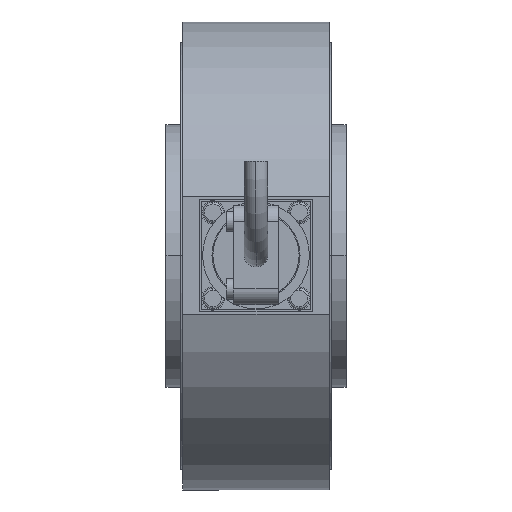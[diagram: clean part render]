
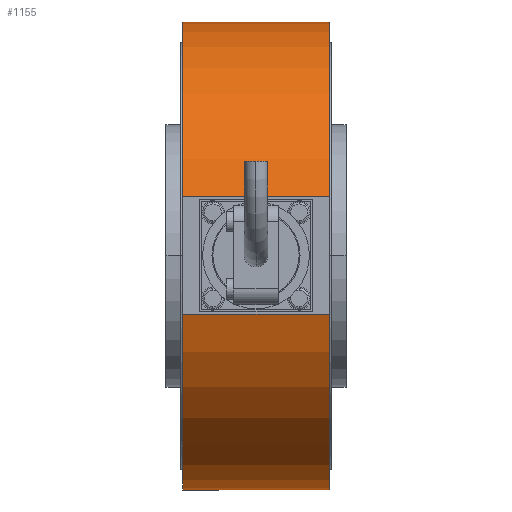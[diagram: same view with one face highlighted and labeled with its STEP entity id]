
A CAD part, top view. The second image highlights one B-rep face of the part: STEP entity #1155.
In plain terms, the highlighted cylindrical face has radius 62.5 mm (diameter 125 mm), a partial arc.
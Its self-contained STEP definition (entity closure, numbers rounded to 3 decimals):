
#791=CARTESIAN_POINT('',(62.47,1.947,0.0));
#792=VERTEX_POINT('',#791);
#799=CARTESIAN_POINT('',(62.47,-1.947,0.));
#800=VERTEX_POINT('',#799);
#807=CARTESIAN_POINT('',(62.5,0.0,-2.0));
#808=VERTEX_POINT('',#807);
#809=CARTESIAN_POINT('',(62.5,0.0,-2.0));
#810=CARTESIAN_POINT('',(62.5,-0.124,-2.0));
#811=CARTESIAN_POINT('',(62.5,-0.253,-1.988));
#812=CARTESIAN_POINT('',(62.498,-0.507,-1.935));
#813=CARTESIAN_POINT('',(62.497,-0.634,-1.896));
#814=CARTESIAN_POINT('',(62.494,-0.876,-1.791));
#815=CARTESIAN_POINT('',(62.492,-0.991,-1.726));
#816=CARTESIAN_POINT('',(62.488,-1.205,-1.577));
#817=CARTESIAN_POINT('',(62.486,-1.302,-1.492));
#818=CARTESIAN_POINT('',(62.483,-1.473,-1.313));
#819=CARTESIAN_POINT('',(62.481,-1.553,-1.213));
#820=CARTESIAN_POINT('',(62.477,-1.694,-0.995));
#821=CARTESIAN_POINT('',(62.475,-1.754,-0.878));
#822=CARTESIAN_POINT('',(62.473,-1.852,-0.634));
#823=CARTESIAN_POINT('',(62.471,-1.888,-0.506));
#824=CARTESIAN_POINT('',(62.47,-1.936,-0.251));
#825=CARTESIAN_POINT('',(62.47,-1.947,-0.124));
#826=CARTESIAN_POINT('',(62.47,-1.947,0.));
#827=B_SPLINE_CURVE_WITH_KNOTS('',3,(#809,#810,#811,#812,#813,#814,#815,#816,#817,#818,#819,#820,#821,#822,#823,#824,#825,#826),.UNSPECIFIED.,.F.,.U.,(4,2,2,2,2,2,2,2,4),(2.974,3.347,3.72,4.093,4.466,4.836,5.207,5.578,5.948),.UNSPECIFIED.);
#828=EDGE_CURVE('',#808,#800,#827,.T.);
#830=CARTESIAN_POINT('',(62.47,1.947,0.0));
#831=CARTESIAN_POINT('',(62.47,1.947,-0.124));
#832=CARTESIAN_POINT('',(62.47,1.936,-0.251));
#833=CARTESIAN_POINT('',(62.471,1.888,-0.506));
#834=CARTESIAN_POINT('',(62.473,1.852,-0.634));
#835=CARTESIAN_POINT('',(62.475,1.754,-0.878));
#836=CARTESIAN_POINT('',(62.477,1.694,-0.995));
#837=CARTESIAN_POINT('',(62.481,1.553,-1.213));
#838=CARTESIAN_POINT('',(62.483,1.473,-1.313));
#839=CARTESIAN_POINT('',(62.486,1.302,-1.492));
#840=CARTESIAN_POINT('',(62.488,1.205,-1.577));
#841=CARTESIAN_POINT('',(62.492,0.991,-1.726));
#842=CARTESIAN_POINT('',(62.494,0.876,-1.791));
#843=CARTESIAN_POINT('',(62.497,0.634,-1.896));
#844=CARTESIAN_POINT('',(62.498,0.507,-1.935));
#845=CARTESIAN_POINT('',(62.5,0.253,-1.988));
#846=CARTESIAN_POINT('',(62.5,0.124,-2.0));
#847=CARTESIAN_POINT('',(62.5,0.0,-2.0));
#848=B_SPLINE_CURVE_WITH_KNOTS('',3,(#830,#831,#832,#833,#834,#835,#836,#837,#838,#839,#840,#841,#842,#843,#844,#845,#846,#847),.UNSPECIFIED.,.F.,.U.,(4,2,2,2,2,2,2,2,4),(11.897,12.267,12.638,13.009,13.379,13.752,14.125,14.498,14.871),.UNSPECIFIED.);
#849=EDGE_CURVE('',#792,#808,#848,.T.);
#860=CARTESIAN_POINT('',(62.5,0.0,2.0));
#861=VERTEX_POINT('',#860);
#862=CARTESIAN_POINT('',(62.5,0.0,2.0));
#863=CARTESIAN_POINT('',(62.5,0.124,2.0));
#864=CARTESIAN_POINT('',(62.5,0.253,1.988));
#865=CARTESIAN_POINT('',(62.498,0.507,1.935));
#866=CARTESIAN_POINT('',(62.497,0.634,1.896));
#867=CARTESIAN_POINT('',(62.494,0.876,1.791));
#868=CARTESIAN_POINT('',(62.492,0.991,1.726));
#869=CARTESIAN_POINT('',(62.488,1.205,1.577));
#870=CARTESIAN_POINT('',(62.486,1.302,1.492));
#871=CARTESIAN_POINT('',(62.483,1.473,1.313));
#872=CARTESIAN_POINT('',(62.481,1.553,1.213));
#873=CARTESIAN_POINT('',(62.477,1.694,0.995));
#874=CARTESIAN_POINT('',(62.475,1.754,0.878));
#875=CARTESIAN_POINT('',(62.473,1.852,0.634));
#876=CARTESIAN_POINT('',(62.471,1.888,0.506));
#877=CARTESIAN_POINT('',(62.47,1.936,0.251));
#878=CARTESIAN_POINT('',(62.47,1.947,0.124));
#879=CARTESIAN_POINT('',(62.47,1.947,0.0));
#880=B_SPLINE_CURVE_WITH_KNOTS('',3,(#862,#863,#864,#865,#866,#867,#868,#869,#870,#871,#872,#873,#874,#875,#876,#877,#878,#879),.UNSPECIFIED.,.F.,.U.,(4,2,2,2,2,2,2,2,4),(8.923,9.295,9.668,10.041,10.414,10.785,11.155,11.526,11.897),.UNSPECIFIED.);
#881=EDGE_CURVE('',#861,#792,#880,.T.);
#883=CARTESIAN_POINT('',(62.47,-1.947,0.));
#884=CARTESIAN_POINT('',(62.47,-1.947,0.124));
#885=CARTESIAN_POINT('',(62.47,-1.936,0.251));
#886=CARTESIAN_POINT('',(62.471,-1.888,0.506));
#887=CARTESIAN_POINT('',(62.473,-1.852,0.634));
#888=CARTESIAN_POINT('',(62.475,-1.754,0.878));
#889=CARTESIAN_POINT('',(62.477,-1.694,0.995));
#890=CARTESIAN_POINT('',(62.481,-1.553,1.213));
#891=CARTESIAN_POINT('',(62.483,-1.473,1.313));
#892=CARTESIAN_POINT('',(62.486,-1.302,1.492));
#893=CARTESIAN_POINT('',(62.488,-1.205,1.577));
#894=CARTESIAN_POINT('',(62.492,-0.991,1.726));
#895=CARTESIAN_POINT('',(62.494,-0.876,1.791));
#896=CARTESIAN_POINT('',(62.497,-0.634,1.896));
#897=CARTESIAN_POINT('',(62.498,-0.507,1.935));
#898=CARTESIAN_POINT('',(62.5,-0.253,1.988));
#899=CARTESIAN_POINT('',(62.5,-0.124,2.0));
#900=CARTESIAN_POINT('',(62.5,0.0,2.0));
#901=B_SPLINE_CURVE_WITH_KNOTS('',3,(#883,#884,#885,#886,#887,#888,#889,#890,#891,#892,#893,#894,#895,#896,#897,#898,#899,#900),.UNSPECIFIED.,.F.,.U.,(4,2,2,2,2,2,2,2,4),(5.948,6.319,6.69,7.06,7.431,7.804,8.177,8.55,8.923),.UNSPECIFIED.);
#902=EDGE_CURVE('',#800,#861,#901,.T.);
#1071=CARTESIAN_POINT('',(-60.5,15.684,-19.6));
#1072=VERTEX_POINT('',#1071);
#1073=CARTESIAN_POINT('',(-60.5,15.684,19.6));
#1074=VERTEX_POINT('',#1073);
#1075=CARTESIAN_POINT('',(-60.5,15.684,-19.6));
#1076=DIRECTION('',(0.0,0.0,1.0));
#1077=VECTOR('',#1076,39.2);
#1078=LINE('',#1075,#1077);
#1079=EDGE_CURVE('',#1072,#1074,#1078,.T.);
#1081=CARTESIAN_POINT('',(-60.5,-15.684,-19.6));
#1082=VERTEX_POINT('',#1081);
#1089=CARTESIAN_POINT('',(-60.5,-15.684,19.6));
#1090=VERTEX_POINT('',#1089);
#1091=CARTESIAN_POINT('',(-60.5,-15.684,19.6));
#1092=DIRECTION('',(0.0,0.0,-1.0));
#1093=VECTOR('',#1092,39.2);
#1094=LINE('',#1091,#1093);
#1095=EDGE_CURVE('',#1090,#1082,#1094,.T.);
#1112=CARTESIAN_POINT('',(0.0,0.0,-19.6));
#1113=DIRECTION('',(0.0,0.0,1.0));
#1114=DIRECTION('',(1.0,0.0,0.0));
#1115=AXIS2_PLACEMENT_3D('',#1112,#1113,#1114);
#1116=CIRCLE('',#1115,62.5);
#1117=EDGE_CURVE('',#1082,#1072,#1116,.T.);
#1132=CARTESIAN_POINT('',(0.0,0.0,21.56));
#1133=DIRECTION('',(0.0,0.0,-1.0));
#1134=DIRECTION('',(1.0,0.0,0.0));
#1135=AXIS2_PLACEMENT_3D('',#1132,#1133,#1134);
#1136=CYLINDRICAL_SURFACE('',#1135,62.5);
#1137=ORIENTED_EDGE('',*,*,#1095,.T.);
#1138=ORIENTED_EDGE('',*,*,#1117,.T.);
#1139=ORIENTED_EDGE('',*,*,#1079,.T.);
#1140=CARTESIAN_POINT('',(0.0,0.0,19.6));
#1141=DIRECTION('',(0.0,0.0,-1.0));
#1142=DIRECTION('',(1.0,0.0,0.0));
#1143=AXIS2_PLACEMENT_3D('',#1140,#1141,#1142);
#1144=CIRCLE('',#1143,62.5);
#1145=EDGE_CURVE('',#1074,#1090,#1144,.T.);
#1146=ORIENTED_EDGE('',*,*,#1145,.T.);
#1147=EDGE_LOOP('',(#1137,#1138,#1139,#1146));
#1148=FACE_OUTER_BOUND('',#1147,.T.);
#1149=ORIENTED_EDGE('',*,*,#828,.T.);
#1150=ORIENTED_EDGE('',*,*,#902,.T.);
#1151=ORIENTED_EDGE('',*,*,#881,.T.);
#1152=ORIENTED_EDGE('',*,*,#849,.T.);
#1153=EDGE_LOOP('',(#1149,#1150,#1151,#1152));
#1154=FACE_BOUND('',#1153,.T.);
#1155=ADVANCED_FACE('',(#1148,#1154),#1136,.T.);
